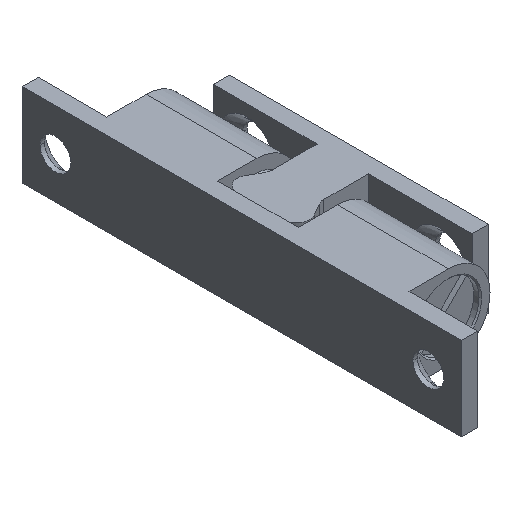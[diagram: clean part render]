
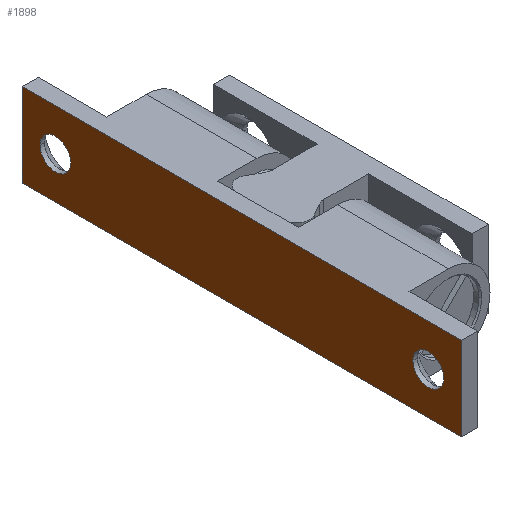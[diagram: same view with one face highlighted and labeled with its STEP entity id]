
A CAD part, isometric view. The second image highlights one B-rep face of the part: STEP entity #1898.
In plain terms, the highlighted planar face has unit normal (-1, 0, 0).
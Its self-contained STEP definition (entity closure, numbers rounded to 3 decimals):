
#26 = FACE_BOUND ( 'NONE', #2333, .T. ) ;
#116 = VECTOR ( 'NONE', #1027, 1000. ) ;
#149 = LINE ( 'NONE', #1028, #116 ) ;
#236 = FACE_OUTER_BOUND ( 'NONE', #2394, .T. ) ;
#299 = EDGE_CURVE ( 'NONE', #2426, #2488, #594, .T. ) ;
#305 = FACE_BOUND ( 'NONE', #2328, .T. ) ;
#357 = ORIENTED_EDGE ( 'NONE', *, *, #425, .T. ) ;
#359 = ORIENTED_EDGE ( 'NONE', *, *, #1487, .F. ) ;
#363 = ORIENTED_EDGE ( 'NONE', *, *, #1478, .T. ) ;
#425 = EDGE_CURVE ( 'NONE', #2322, #2481, #2052, .T. ) ;
#430 = ORIENTED_EDGE ( 'NONE', *, *, #1479, .T. ) ;
#436 = ORIENTED_EDGE ( 'NONE', *, *, #1506, .T. ) ;
#438 = ORIENTED_EDGE ( 'NONE', *, *, #1501, .T. ) ;
#450 = ORIENTED_EDGE ( 'NONE', *, *, #299, .T. ) ;
#594 = CIRCLE ( 'NONE', #1474, 2.4 ) ;
#763 = CARTESIAN_POINT ( 'NONE',  ( 0., -29., 0. ) ) ;
#766 = DIRECTION ( 'NONE',  ( 0., -1., 0. ) ) ;
#769 = DIRECTION ( 'NONE',  ( 1., 0., 0. ) ) ;
#944 = AXIS2_PLACEMENT_3D ( 'NONE', #1376, #1381, #1396 ) ;
#1027 = DIRECTION ( 'NONE',  ( 0., -1., 0. ) ) ;
#1028 = CARTESIAN_POINT ( 'NONE',  ( 0., -34.2, -6.5 ) ) ;
#1056 = CARTESIAN_POINT ( 'NONE',  ( 0., 29., 0. ) ) ;
#1058 = DIRECTION ( 'NONE',  ( 1., 0., 0. ) ) ;
#1069 = DIRECTION ( 'NONE',  ( 0., 1., 0. ) ) ;
#1074 = CARTESIAN_POINT ( 'NONE',  ( 0., -34.2, 6.5 ) ) ;
#1091 = DIRECTION ( 'NONE',  ( 0., -1., 0. ) ) ;
#1217 = AXIS2_PLACEMENT_3D ( 'NONE', #763, #769, #766 ) ;
#1221 = AXIS2_PLACEMENT_3D ( 'NONE', #1597, #1587, #1588 ) ;
#1318 = ORIENTED_EDGE ( 'NONE', *, *, #1497, .F. ) ;
#1376 = CARTESIAN_POINT ( 'NONE',  ( 0., -34.2, 6.5 ) ) ;
#1377 = PLANE ( 'NONE',  #944 ) ;
#1381 = DIRECTION ( 'NONE',  ( 1., 0., 0. ) ) ;
#1396 = DIRECTION ( 'NONE',  ( 0., 0., -1. ) ) ;
#1474 = AXIS2_PLACEMENT_3D ( 'NONE', #1941, #1939, #1936 ) ;
#1478 = EDGE_CURVE ( 'NONE', #2481, #2322, #2140, .T. ) ;
#1479 = EDGE_CURVE ( 'NONE', #2356, #2417, #2128, .T. ) ;
#1487 = EDGE_CURVE ( 'NONE', #2487, #2349, #2093, .T. ) ;
#1497 = EDGE_CURVE ( 'NONE', #2356, #2487, #2129, .T. ) ;
#1501 = EDGE_CURVE ( 'NONE', #2488, #2426, #2039, .T. ) ;
#1506 = EDGE_CURVE ( 'NONE', #2417, #2349, #149, .T. ) ;
#1587 = DIRECTION ( 'NONE',  ( 1., 0., 0. ) ) ;
#1588 = DIRECTION ( 'NONE',  ( 0., -1., 0. ) ) ;
#1589 = DIRECTION ( 'NONE',  ( 0., 0., -1. ) ) ;
#1597 = CARTESIAN_POINT ( 'NONE',  ( 0., -29., 0. ) ) ;
#1614 = DIRECTION ( 'NONE',  ( 0., 0., -1. ) ) ;
#1674 = CARTESIAN_POINT ( 'NONE',  ( 0., -34.2, 6.5 ) ) ;
#1675 = CARTESIAN_POINT ( 'NONE',  ( 0., 34.2, 6.5 ) ) ;
#1792 = AXIS2_PLACEMENT_3D ( 'NONE', #1056, #1058, #1069 ) ;
#1817 = CARTESIAN_POINT ( 'NONE',  ( 0., 26.6, 0. ) ) ;
#1832 = CARTESIAN_POINT ( 'NONE',  ( 0., 31.4, 0. ) ) ;
#1844 = CARTESIAN_POINT ( 'NONE',  ( 0., -34.2, 6.5 ) ) ;
#1850 = CARTESIAN_POINT ( 'NONE',  ( 0., -26.6, 0. ) ) ;
#1898 = ADVANCED_FACE ( 'NONE', ( #305, #26, #236 ), #1377, .F. ) ;
#1936 = DIRECTION ( 'NONE',  ( 0., 1., 0. ) ) ;
#1939 = DIRECTION ( 'NONE',  ( 1., 0., 0. ) ) ;
#1941 = CARTESIAN_POINT ( 'NONE',  ( 0., 29., 0. ) ) ;
#2032 = VECTOR ( 'NONE', #1589, 1000. ) ;
#2039 = CIRCLE ( 'NONE', #1792, 2.4 ) ;
#2052 = CIRCLE ( 'NONE', #1217, 2.4 ) ;
#2093 = LINE ( 'NONE', #1674, #2162 ) ;
#2098 = VECTOR ( 'NONE', #1091, 1000. ) ;
#2128 = LINE ( 'NONE', #1675, #2032 ) ;
#2129 = LINE ( 'NONE', #1074, #2098 ) ;
#2140 = CIRCLE ( 'NONE', #1221, 2.4 ) ;
#2162 = VECTOR ( 'NONE', #1614, 1000. ) ;
#2227 = CARTESIAN_POINT ( 'NONE',  ( 0., 34.2, 6.5 ) ) ;
#2234 = CARTESIAN_POINT ( 'NONE',  ( 0., -34.2, -6.5 ) ) ;
#2275 = CARTESIAN_POINT ( 'NONE',  ( 0., 34.2, -6.5 ) ) ;
#2283 = CARTESIAN_POINT ( 'NONE',  ( 0., -31.4, 0. ) ) ;
#2322 = VERTEX_POINT ( 'NONE', #2283 ) ;
#2328 = EDGE_LOOP ( 'NONE', ( #363, #357 ) ) ;
#2333 = EDGE_LOOP ( 'NONE', ( #438, #450 ) ) ;
#2349 = VERTEX_POINT ( 'NONE', #2234 ) ;
#2356 = VERTEX_POINT ( 'NONE', #2227 ) ;
#2394 = EDGE_LOOP ( 'NONE', ( #436, #359, #1318, #430 ) ) ;
#2417 = VERTEX_POINT ( 'NONE', #2275 ) ;
#2426 = VERTEX_POINT ( 'NONE', #1817 ) ;
#2481 = VERTEX_POINT ( 'NONE', #1850 ) ;
#2487 = VERTEX_POINT ( 'NONE', #1844 ) ;
#2488 = VERTEX_POINT ( 'NONE', #1832 ) ;
